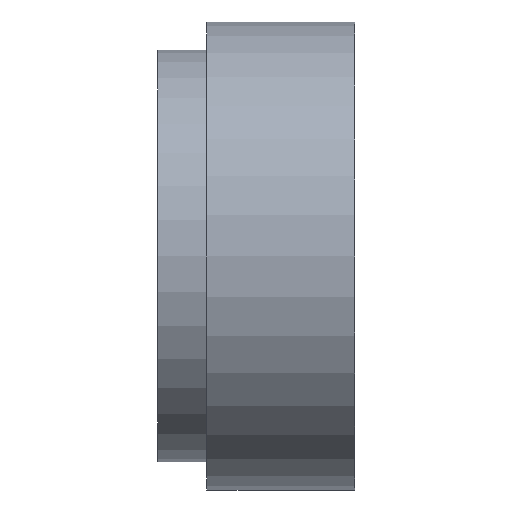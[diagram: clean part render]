
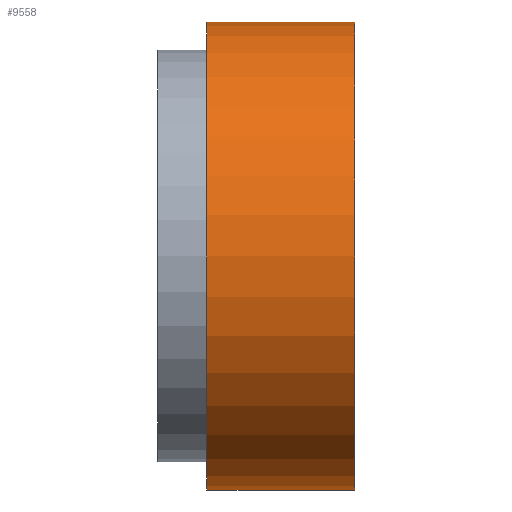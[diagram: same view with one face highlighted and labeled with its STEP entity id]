
A CAD part, front view. The second image highlights one B-rep face of the part: STEP entity #9558.
In plain terms, the highlighted cylindrical face has radius 30.163 mm (diameter 60.325 mm), a full revolution.
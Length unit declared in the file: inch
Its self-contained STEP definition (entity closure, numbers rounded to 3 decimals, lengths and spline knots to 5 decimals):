
#367 = CARTESIAN_POINT ( 'NONE',  ( 1., 0., 0. ) ) ;
#1005 = EDGE_CURVE ( 'NONE', #11786, #11786, #5359, .T. ) ;
#1146 = FACE_OUTER_BOUND ( 'NONE', #11482, .T. ) ;
#1187 = AXIS2_PLACEMENT_3D ( 'NONE', #13114, #14486, #4209 ) ;
#1276 = VERTEX_POINT ( 'NONE', #2994 ) ;
#1758 = CARTESIAN_POINT ( 'NONE',  ( 1., 0., -1.1875 ) ) ;
#2994 = CARTESIAN_POINT ( 'NONE',  ( 0.25, 0., -1.1875 ) ) ;
#3589 = ORIENTED_EDGE ( 'NONE', *, *, #1005, .F. ) ;
#4209 = DIRECTION ( 'NONE',  ( 0., 1., 0. ) ) ;
#5359 = CIRCLE ( 'NONE', #11135, 1.1875 ) ;
#5913 = ORIENTED_EDGE ( 'NONE', *, *, #12299, .T. ) ;
#6056 = DIRECTION ( 'NONE',  ( 0., 0., -1. ) ) ;
#6988 = FACE_OUTER_BOUND ( 'NONE', #9685, .T. ) ;
#7783 = CIRCLE ( 'NONE', #12255, 1.1875 ) ;
#9558 = ADVANCED_FACE ( 'NONE', ( #1146, #6988 ), #10044, .T. ) ;
#9685 = EDGE_LOOP ( 'NONE', ( #3589 ) ) ;
#10044 = CYLINDRICAL_SURFACE ( 'NONE', #1187, 1.1875 ) ;
#11135 = AXIS2_PLACEMENT_3D ( 'NONE', #367, #14744, #13479 ) ;
#11190 = DIRECTION ( 'NONE',  ( 1., 0., 0. ) ) ;
#11482 = EDGE_LOOP ( 'NONE', ( #5913 ) ) ;
#11786 = VERTEX_POINT ( 'NONE', #1758 ) ;
#12255 = AXIS2_PLACEMENT_3D ( 'NONE', #16367, #11190, #6056 ) ;
#12299 = EDGE_CURVE ( 'NONE', #1276, #1276, #7783, .T. ) ;
#13114 = CARTESIAN_POINT ( 'NONE',  ( 0.625, 0., 0. ) ) ;
#13479 = DIRECTION ( 'NONE',  ( 0., 0., -1. ) ) ;
#14486 = DIRECTION ( 'NONE',  ( 1., 0., 0. ) ) ;
#14744 = DIRECTION ( 'NONE',  ( 1., 0., 0. ) ) ;
#16367 = CARTESIAN_POINT ( 'NONE',  ( 0.25, 0., 0. ) ) ;
